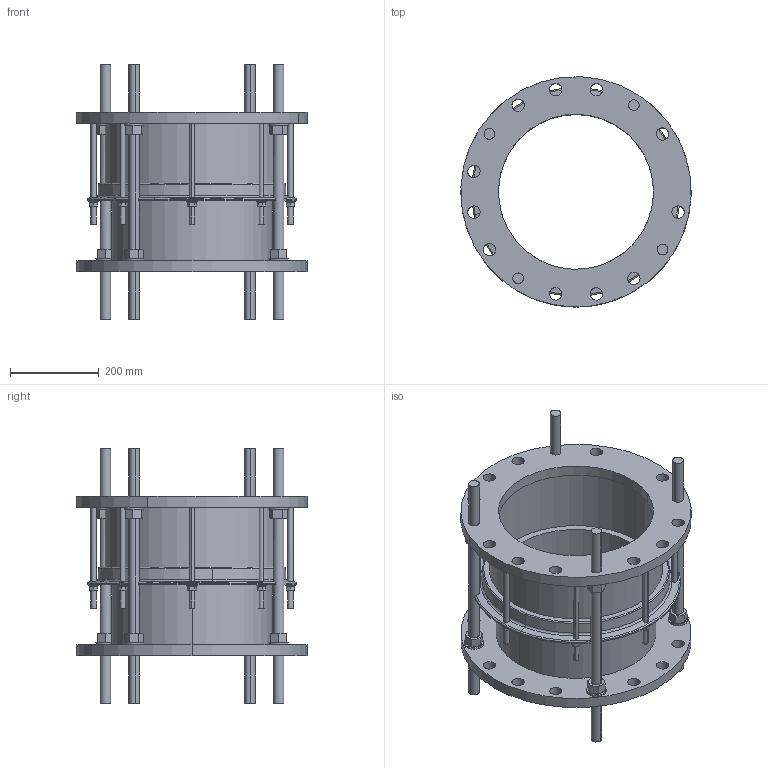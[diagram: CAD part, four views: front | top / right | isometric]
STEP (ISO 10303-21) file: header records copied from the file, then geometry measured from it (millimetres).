
FILE_DESCRIPTION (( 'STEP AP203' ), '1' );
FILE_NAME ('O_265_30_DN350_step.STEP', '2015-06-04T07:29:52', ( '' ), ( '' ), 'SwSTEP 2.0', 'SolidWorks 2012', '' );
FILE_SCHEMA (( 'CONFIG_CONTROL_DESIGN' ));
Length unit declared in the file: millimetre
Products named in the file (1): O_265_30_DN350_step
Bounding box: 520 x 520 x 575 mm (x, y, z)
Volume: 10427475 mm3; surface area: 1703408 mm2
Topology: 1 solids, 1 shells, 464 faces, 1150 edges, 726 vertices
Faces by surface type: plane 200, cylinder 171, cone 84, torus 9
Entity records: 16134 total; most frequent: CARTESIAN_POINT 5013, ORIENTED_EDGE 2300, DIRECTION 2279, EDGE_CURVE 1150, AXIS2_PLACEMENT_3D 936, VERTEX_POINT 726, EDGE_LOOP 582, CIRCLE 471
